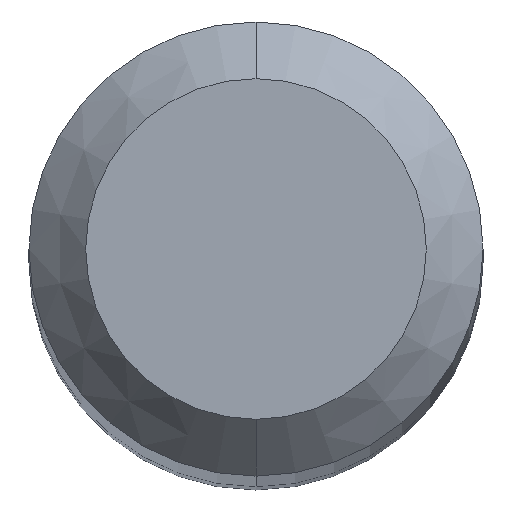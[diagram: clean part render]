
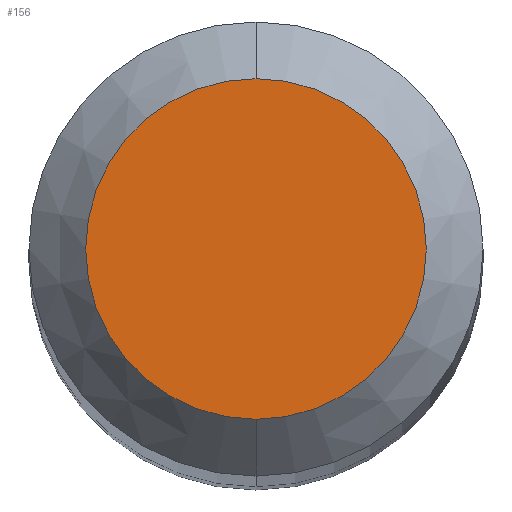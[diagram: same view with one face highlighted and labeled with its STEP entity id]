
A CAD part, top view. The second image highlights one B-rep face of the part: STEP entity #156.
In plain terms, the highlighted planar face has unit normal (0, 0, 1).
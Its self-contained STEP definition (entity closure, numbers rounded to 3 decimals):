
#10 = CARTESIAN_POINT ( 'NONE',  ( 0., 0., 43. ) ) ;
#12 = AXIS2_PLACEMENT_3D ( 'NONE', #10, #314, #264 ) ;
#36 = ORIENTED_EDGE ( 'NONE', *, *, #323, .F. ) ;
#40 = DIRECTION ( 'NONE',  ( 0., 1., 0. ) ) ;
#46 = DIRECTION ( 'NONE',  ( 0., 0., -1. ) ) ;
#48 = EDGE_LOOP ( 'NONE', ( #281, #36 ) ) ;
#57 = CARTESIAN_POINT ( 'NONE',  ( 0., -0.9, 43. ) ) ;
#61 = FACE_OUTER_BOUND ( 'NONE', #48, .T. ) ;
#63 = CIRCLE ( 'NONE', #12, 0.9 ) ;
#107 = DIRECTION ( 'NONE',  ( 0., 1., 0. ) ) ;
#114 = CARTESIAN_POINT ( 'NONE',  ( 0., 0., 43. ) ) ;
#125 = CIRCLE ( 'NONE', #303, 0.9 ) ;
#156 = ADVANCED_FACE ( 'NONE', ( #61 ), #283, .F. ) ;
#199 = CARTESIAN_POINT ( 'NONE',  ( 0., 0., 43. ) ) ;
#202 = VERTEX_POINT ( 'NONE', #307 ) ;
#232 = AXIS2_PLACEMENT_3D ( 'NONE', #199, #46, #40 ) ;
#264 = DIRECTION ( 'NONE',  ( 0., 1., 0. ) ) ;
#281 = ORIENTED_EDGE ( 'NONE', *, *, #315, .F. ) ;
#283 = PLANE ( 'NONE',  #232 ) ;
#303 = AXIS2_PLACEMENT_3D ( 'NONE', #114, #324, #107 ) ;
#307 = CARTESIAN_POINT ( 'NONE',  ( 0., 0.9, 43. ) ) ;
#314 = DIRECTION ( 'NONE',  ( 0., 0., -1. ) ) ;
#315 = EDGE_CURVE ( 'NONE', #202, #332, #63, .T. ) ;
#323 = EDGE_CURVE ( 'NONE', #332, #202, #125, .T. ) ;
#324 = DIRECTION ( 'NONE',  ( 0., 0., -1. ) ) ;
#332 = VERTEX_POINT ( 'NONE', #57 ) ;
